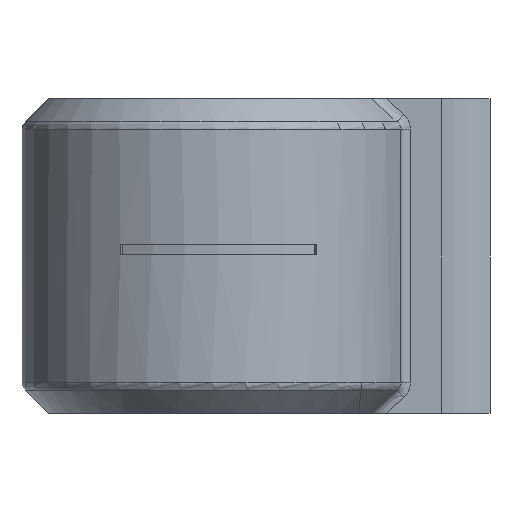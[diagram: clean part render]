
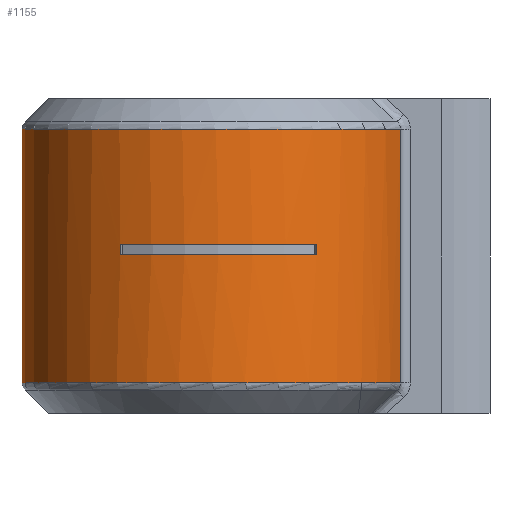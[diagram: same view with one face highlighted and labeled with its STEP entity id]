
A CAD part, left-side view. The second image highlights one B-rep face of the part: STEP entity #1155.
In plain terms, the highlighted cylindrical face has radius 7.5 mm (diameter 15 mm), a partial arc.
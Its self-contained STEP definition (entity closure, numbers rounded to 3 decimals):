
#58=FACE_BOUND('',#252,.T.);
#124=CYLINDRICAL_SURFACE('',#1286,7.5);
#176=FACE_OUTER_BOUND('',#251,.T.);
#251=EDGE_LOOP('',(#934,#935,#936,#937,#938,#939));
#252=EDGE_LOOP('',(#940,#941,#942,#943));
#301=LINE('',#1901,#359);
#312=LINE('',#2476,#370);
#313=LINE('',#2540,#371);
#314=LINE('',#2544,#372);
#315=LINE('',#2548,#373);
#359=VECTOR('',#1409,10.);
#370=VECTOR('',#1504,10.);
#371=VECTOR('',#1525,10.);
#372=VECTOR('',#1528,10.);
#373=VECTOR('',#1531,10.);
#419=CIRCLE('',#1226,7.5);
#426=CIRCLE('',#1240,7.5);
#458=CIRCLE('',#1287,7.5);
#459=CIRCLE('',#1288,7.5);
#460=CIRCLE('',#1289,7.5);
#503=VERTEX_POINT('',#1843);
#504=VERTEX_POINT('',#1851);
#510=VERTEX_POINT('',#1900);
#518=VERTEX_POINT('',#1966);
#547=VERTEX_POINT('',#2475);
#552=VERTEX_POINT('',#2539);
#553=VERTEX_POINT('',#2542);
#554=VERTEX_POINT('',#2543);
#555=VERTEX_POINT('',#2545);
#556=VERTEX_POINT('',#2547);
#617=EDGE_CURVE('',#503,#504,#419,.T.);
#628=EDGE_CURVE('',#504,#510,#301,.T.);
#638=EDGE_CURVE('',#510,#518,#426,.T.);
#685=EDGE_CURVE('',#518,#547,#312,.T.);
#695=EDGE_CURVE('',#552,#503,#313,.T.);
#696=EDGE_CURVE('',#547,#552,#458,.T.);
#697=EDGE_CURVE('',#553,#554,#314,.T.);
#698=EDGE_CURVE('',#554,#555,#459,.T.);
#699=EDGE_CURVE('',#555,#556,#315,.T.);
#700=EDGE_CURVE('',#556,#553,#460,.T.);
#934=ORIENTED_EDGE('',*,*,#695,.F.);
#935=ORIENTED_EDGE('',*,*,#696,.F.);
#936=ORIENTED_EDGE('',*,*,#685,.F.);
#937=ORIENTED_EDGE('',*,*,#638,.F.);
#938=ORIENTED_EDGE('',*,*,#628,.F.);
#939=ORIENTED_EDGE('',*,*,#617,.F.);
#940=ORIENTED_EDGE('',*,*,#697,.T.);
#941=ORIENTED_EDGE('',*,*,#698,.T.);
#942=ORIENTED_EDGE('',*,*,#699,.T.);
#943=ORIENTED_EDGE('',*,*,#700,.T.);
#1155=ADVANCED_FACE('',(#176,#58),#124,.T.);
#1226=AXIS2_PLACEMENT_3D('',#1852,#1390,#1391);
#1240=AXIS2_PLACEMENT_3D('',#1967,#1422,#1423);
#1286=AXIS2_PLACEMENT_3D('',#2538,#1523,#1524);
#1287=AXIS2_PLACEMENT_3D('',#2541,#1526,#1527);
#1288=AXIS2_PLACEMENT_3D('',#2546,#1529,#1530);
#1289=AXIS2_PLACEMENT_3D('',#2549,#1532,#1533);
#1390=DIRECTION('center_axis',(0.,0.,-1.));
#1391=DIRECTION('ref_axis',(-0.524,-0.852,0.));
#1409=DIRECTION('',(0.,0.,1.));
#1422=DIRECTION('center_axis',(0.,0.,-1.));
#1423=DIRECTION('ref_axis',(-0.875,0.484,0.));
#1504=DIRECTION('',(0.,0.,1.));
#1523=DIRECTION('center_axis',(0.,0.,1.));
#1524=DIRECTION('ref_axis',(-0.923,0.385,0.));
#1525=DIRECTION('',(0.,0.,-1.));
#1526=DIRECTION('center_axis',(0.,0.,1.));
#1527=DIRECTION('ref_axis',(-0.875,0.484,0.));
#1528=DIRECTION('',(0.,0.,-1.));
#1529=DIRECTION('center_axis',(0.,0.,-1.));
#1530=DIRECTION('ref_axis',(-0.923,0.385,0.));
#1531=DIRECTION('',(0.,0.,1.));
#1532=DIRECTION('center_axis',(0.,0.,1.));
#1533=DIRECTION('ref_axis',(-0.923,0.385,0.));
#1843=CARTESIAN_POINT('',(11.067,4.529,5.663));
#1851=CARTESIAN_POINT('',(8.723,6.029,5.663));
#1852=CARTESIAN_POINT('Origin',(13.868,11.486,5.663));
#1900=CARTESIAN_POINT('',(8.723,6.029,5.666));
#1901=CARTESIAN_POINT('',(8.723,6.029,4.5));
#1966=CARTESIAN_POINT('',(17.481,18.058,5.666));
#1967=CARTESIAN_POINT('Origin',(13.868,11.486,5.666));
#2475=CARTESIAN_POINT('',(17.481,18.058,15.334));
#2476=CARTESIAN_POINT('',(17.481,18.058,4.5));
#2538=CARTESIAN_POINT('Origin',(13.868,11.486,0.));
#2539=CARTESIAN_POINT('',(11.067,4.529,15.334));
#2540=CARTESIAN_POINT('',(11.067,4.529,4.5));
#2541=CARTESIAN_POINT('Origin',(13.868,11.486,15.334));
#2542=CARTESIAN_POINT('',(7.373,7.736,10.95));
#2543=CARTESIAN_POINT('',(7.373,7.736,10.55));
#2544=CARTESIAN_POINT('',(7.373,7.736,2.25));
#2545=CARTESIAN_POINT('',(7.373,15.236,10.55));
#2546=CARTESIAN_POINT('Origin',(13.868,11.486,10.55));
#2547=CARTESIAN_POINT('',(7.373,15.236,10.95));
#2548=CARTESIAN_POINT('',(7.373,15.236,2.25));
#2549=CARTESIAN_POINT('Origin',(13.868,11.486,10.95));
